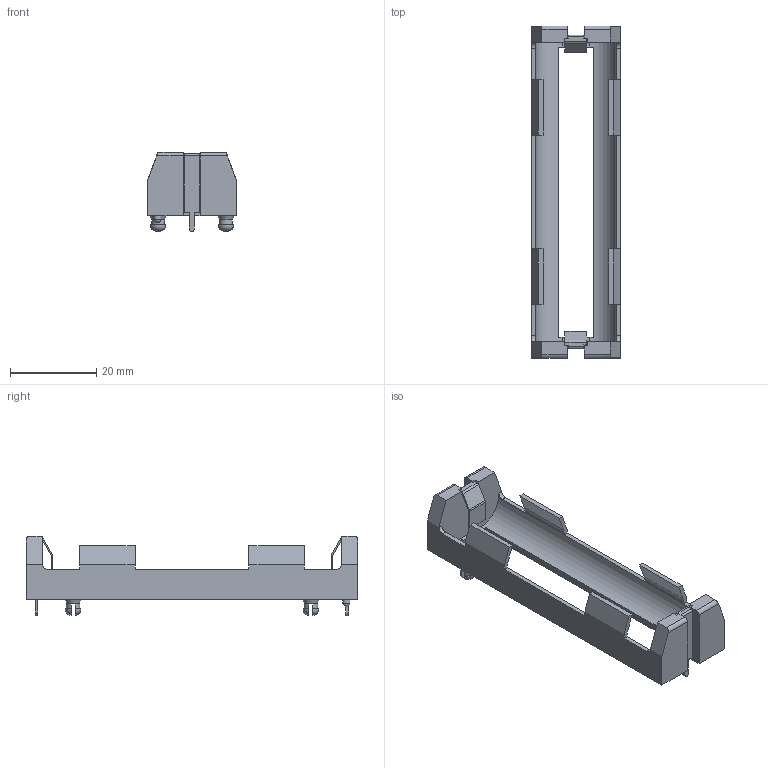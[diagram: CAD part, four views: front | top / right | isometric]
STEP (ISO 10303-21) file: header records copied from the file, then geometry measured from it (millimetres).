
FILE_DESCRIPTION(/* description */ ('Unknown'),/* implementation_level */ '2;1');
FILE_NAME(/* name */ '1043',/* time_stamp */ '2023-01-04T15:47:02+02:00',/* author */ ('Unknown'),/* organization */ ('Unknown'),/* preprocessor_version */ 'ST-DEVELOPER v18.102',/* originating_system */ 'Solid Edge',/* authorisation */ 'Unknown');
FILE_SCHEMA (('AUTOMOTIVE_DESIGN {1 0 10303 214 3 1 1}'));
Length unit declared in the file: millimetre
Products named in the file (1): 1043
Bounding box: 20.65 x 77.05 x 18.42 mm (x, y, z)
Volume: 5501.2 mm3; surface area: 6271.8 mm2
Topology: 3 solids, 3 shells, 156 faces, 446 edges, 298 vertices
Faces by surface type: plane 122, cylinder 27, torus 5, cone 2
Full cylindrical faces by diameter (mm): 1.661 x1, 3.128 x2
Entity records: 5835 total; most frequent: CARTESIAN_POINT 933, ORIENTED_EDGE 874, DIRECTION 826, EDGE_CURVE 437, LINE 346, VECTOR 346, VERTEX_POINT 295, AXIS2_PLACEMENT_3D 240
